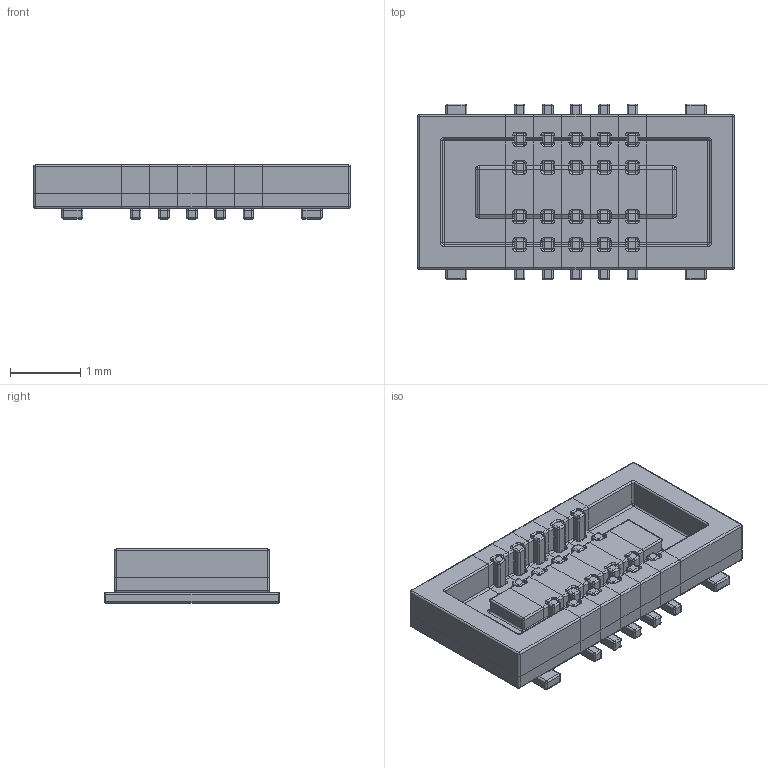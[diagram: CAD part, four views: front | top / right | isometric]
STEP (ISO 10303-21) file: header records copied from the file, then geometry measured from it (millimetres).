
FILE_DESCRIPTION(('FreeCAD Model'),'2;1');
FILE_NAME('Open CASCADE Shape Model','2023-08-12T13:19:26',(''),(''), 'Open CASCADE STEP processor 7.6','FreeCAD','Unknown');
FILE_SCHEMA(('AUTOMOTIVE_DESIGN { 1 0 10303 214 1 1 1 1 }'));
Length unit declared in the file: millimetre
Products named in the file (10): Unnamed; MidShroud; MidShroud_Single; Terminals; Terminals_SinglePair; Terminals_SinglePair_SinglePin; EdgeShroud; EdgeShroud_OneSide; EdgeTerminals; EdgeTerminals_OneSide
Assembly tree (20 placements, depth 4):
  Unnamed
    MidShroud
      MidShroud_Single  x5
    Terminals
      Terminals_SinglePair  x5
        Terminals_SinglePair_SinglePin
    EdgeShroud
      EdgeShroud_OneSide  x2
    EdgeTerminals
      EdgeTerminals_OneSide  x2
Bounding box: 4.5 x 2.5 x 0.77 mm (x, y, z)
Volume: 4.7 mm3; surface area: 61.8 mm2
Topology: 19 solids, 19 shells, 1788 faces, 4218 edges, 2236 vertices
Faces by surface type: cylinder 816, plane 432, torus 268, sphere 212, bspline 60
Entity records: 19578 total; most frequent: CARTESIAN_POINT 3673, DIRECTION 3208, LINE 1777, VECTOR 1777, ORIENTED_EDGE 1506, PCURVE 1506, DEFINITIONAL_REPRESENTATION 1506, EDGE_CURVE 753
